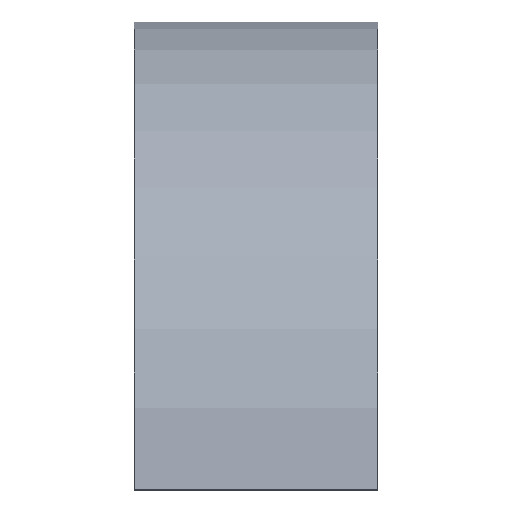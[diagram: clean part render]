
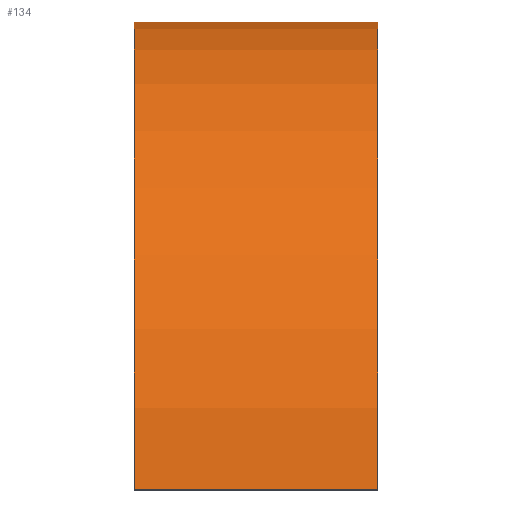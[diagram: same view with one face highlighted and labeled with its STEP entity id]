
A CAD part, left-side view. The second image highlights one B-rep face of the part: STEP entity #134.
In plain terms, the highlighted cylindrical face has radius 50.3 mm (diameter 100.6 mm), a partial arc.
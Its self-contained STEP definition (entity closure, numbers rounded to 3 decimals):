
#134=ADVANCED_FACE('',(#190),#163,.T.);
#163=CYLINDRICAL_SURFACE('',#725,50.3);
#190=FACE_OUTER_BOUND('',#218,.T.);
#218=EDGE_LOOP('',(#384,#385,#386,#387));
#268=LINE('',#1085,#300);
#269=LINE('',#1091,#301);
#300=VECTOR('',#891,1.);
#301=VECTOR('',#898,1.);
#384=ORIENTED_EDGE('',*,*,#595,.F.);
#385=ORIENTED_EDGE('',*,*,#594,.F.);
#386=ORIENTED_EDGE('',*,*,#596,.T.);
#387=ORIENTED_EDGE('',*,*,#597,.T.);
#524=VERTEX_POINT('',#1082);
#525=VERTEX_POINT('',#1084);
#526=VERTEX_POINT('',#1088);
#527=VERTEX_POINT('',#1090);
#594=EDGE_CURVE('',#525,#524,#268,.T.);
#595=EDGE_CURVE('',#524,#526,#650,.T.);
#596=EDGE_CURVE('',#525,#527,#651,.T.);
#597=EDGE_CURVE('',#527,#526,#269,.T.);
#650=CIRCLE('',#723,50.3);
#651=CIRCLE('',#724,50.3);
#723=AXIS2_PLACEMENT_3D('',#1087,#894,#895);
#724=AXIS2_PLACEMENT_3D('',#1089,#896,#897);
#725=AXIS2_PLACEMENT_3D('',#1092,#899,#900);
#891=DIRECTION('',(0.,-1.,0.));
#894=DIRECTION('',(0.,-1.,0.));
#895=DIRECTION('',(1.,0.,0.));
#896=DIRECTION('',(0.,-1.,0.));
#897=DIRECTION('',(1.,0.,0.));
#898=DIRECTION('',(0.,-1.,0.));
#899=DIRECTION('',(0.,-1.,0.));
#900=DIRECTION('',(0.,0.,-1.));
#1082=CARTESIAN_POINT('',(50.278,139.,1.5));
#1084=CARTESIAN_POINT('',(50.278,164.4,1.5));
#1085=CARTESIAN_POINT('',(50.278,164.4,1.5));
#1087=CARTESIAN_POINT('',(0.,139.,0.));
#1088=CARTESIAN_POINT('',(-50.278,139.,1.5));
#1089=CARTESIAN_POINT('',(0.,164.4,0.));
#1090=CARTESIAN_POINT('',(-50.278,164.4,1.5));
#1091=CARTESIAN_POINT('',(-50.278,164.4,1.5));
#1092=CARTESIAN_POINT('',(0.,164.4,0.));
